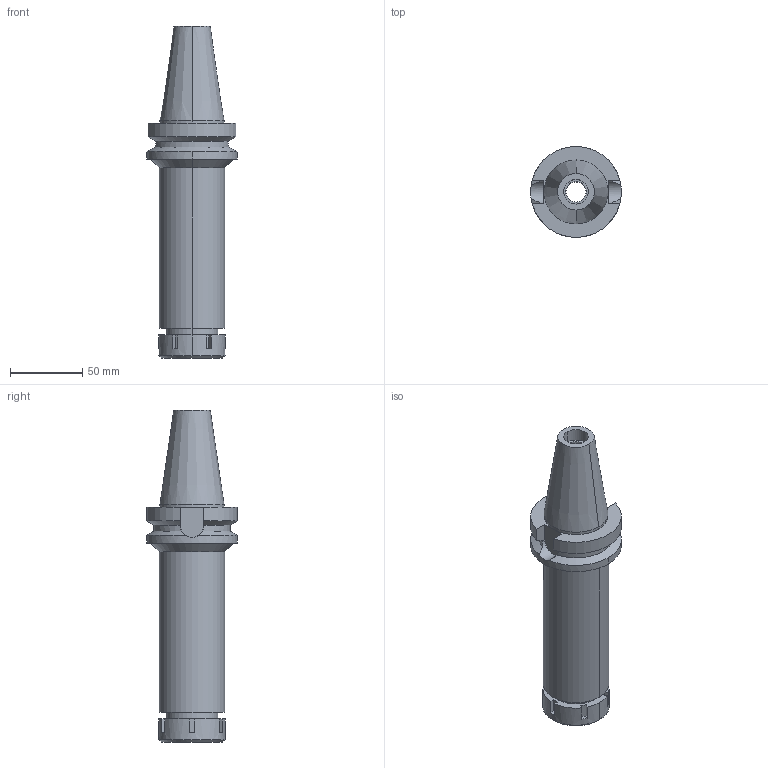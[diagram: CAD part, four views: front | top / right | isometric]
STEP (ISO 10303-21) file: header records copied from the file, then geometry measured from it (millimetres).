
FILE_DESCRIPTION (( 'STEP AP203' ), '1' );
FILE_NAME ('BT40-NBS20-165.stp', '2019-09-13T14:54:53', ( '' ), ( '' ), 'SwSTEP 2.0', 'SolidWorks 2019', '' );
FILE_SCHEMA (( 'CONFIG_CONTROL_DESIGN' ));
Length unit declared in the file: millimetre
Products named in the file (7): BT40NB20165-200_ASM.stp; BT40-NBS20-165_1.stp; BT40-NBS20-165.stp; BT40-NBS20-165-FreeParts; BT40-NBS20-165; DXF_TEMP_ASSY_ASM_4_ASM.stp; NBN20_1.stp
Assembly tree (5 placements, depth 5):
  BT40-NBS20-165-FreeParts
  BT40-NBS20-165
    BT40-NBS20-165.stp
      BT40NB20165-200_ASM.stp
        DXF_TEMP_ASSY_ASM_4_ASM.stp
          BT40-NBS20-165_1.stp
          NBN20_1.stp
Bounding box: 63 x 63 x 230.4 mm (x, y, z)
Volume: 298163.1 mm3; surface area: 54689.9 mm2
Topology: 2 solids, 2 shells, 93 faces, 227 edges, 149 vertices
Faces by surface type: plane 45, cylinder 34, cone 14
Entity records: 3628 total; most frequent: CARTESIAN_POINT 655, DIRECTION 512, ORIENTED_EDGE 454, EDGE_CURVE 227, AXIS2_PLACEMENT_3D 196, VERTEX_POINT 149, LINE 120, VECTOR 120
